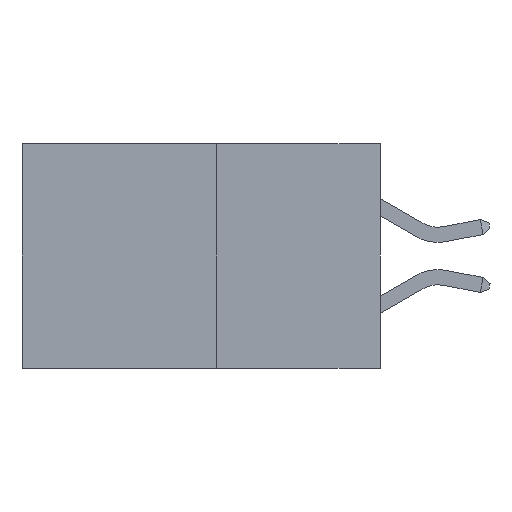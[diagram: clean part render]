
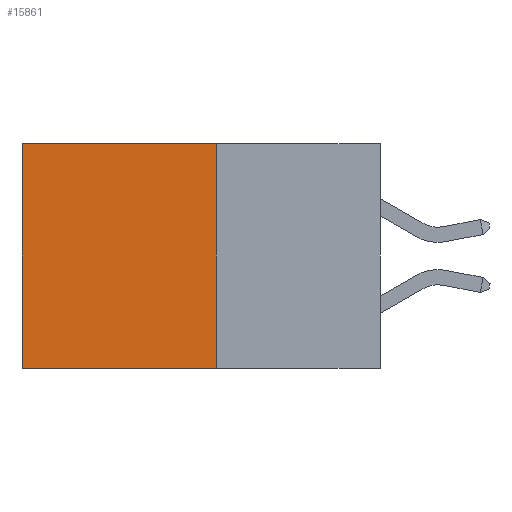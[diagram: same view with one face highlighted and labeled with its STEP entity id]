
A CAD part, left-side view. The second image highlights one B-rep face of the part: STEP entity #15861.
In plain terms, the highlighted planar face has unit normal (-1, 0, 0).
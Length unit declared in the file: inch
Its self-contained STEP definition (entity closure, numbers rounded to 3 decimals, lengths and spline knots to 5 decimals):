
#1627 = ORIENTED_EDGE ( 'NONE', *, *, #11609, .F. ) ;
#2089 = CARTESIAN_POINT ( 'NONE',  ( 0.277, 0.27, 0. ) ) ;
#2710 = EDGE_LOOP ( 'NONE', ( #12422, #1627, #3739, #16905 ) ) ;
#3133 = CARTESIAN_POINT ( 'NONE',  ( 0.277, 0.59, 0. ) ) ;
#3299 = DIRECTION ( 'NONE',  ( 0., 0., -1. ) ) ;
#3372 = EDGE_CURVE ( 'NONE', #10548, #10985, #6585, .T. ) ;
#3427 = EDGE_CURVE ( 'NONE', #10548, #5368, #12295, .T. ) ;
#3739 = ORIENTED_EDGE ( 'NONE', *, *, #3427, .F. ) ;
#3953 = CARTESIAN_POINT ( 'NONE',  ( 0.277, 0.59, -0.37 ) ) ;
#4361 = CARTESIAN_POINT ( 'NONE',  ( 0.277, 0.27, -0.37 ) ) ;
#4969 = CARTESIAN_POINT ( 'NONE',  ( 0.277, 0.27, 0. ) ) ;
#5171 = PLANE ( 'NONE',  #10247 ) ;
#5368 = VERTEX_POINT ( 'NONE', #4361 ) ;
#5751 = VECTOR ( 'NONE', #3299, 39.37008 ) ;
#6585 = LINE ( 'NONE', #2089, #16599 ) ;
#6815 = CARTESIAN_POINT ( 'NONE',  ( 0.277, 0.27, -0.37 ) ) ;
#7587 = FACE_OUTER_BOUND ( 'NONE', #2710, .T. ) ;
#7592 = VERTEX_POINT ( 'NONE', #13521 ) ;
#7841 = DIRECTION ( 'NONE',  ( 1., 0., 0. ) ) ;
#8554 = LINE ( 'NONE', #3953, #11996 ) ;
#9423 = DIRECTION ( 'NONE',  ( 0., 1., 0. ) ) ;
#9722 = VECTOR ( 'NONE', #9423, 39.37008 ) ;
#10247 = AXIS2_PLACEMENT_3D ( 'NONE', #14324, #7841, #16951 ) ;
#10548 = VERTEX_POINT ( 'NONE', #4969 ) ;
#10985 = VERTEX_POINT ( 'NONE', #3133 ) ;
#11234 = EDGE_CURVE ( 'NONE', #10985, #7592, #8554, .T. ) ;
#11609 = EDGE_CURVE ( 'NONE', #5368, #7592, #13205, .T. ) ;
#11996 = VECTOR ( 'NONE', #13119, 39.37008 ) ;
#12295 = LINE ( 'NONE', #15374, #5751 ) ;
#12422 = ORIENTED_EDGE ( 'NONE', *, *, #11234, .T. ) ;
#13119 = DIRECTION ( 'NONE',  ( 0., 0., -1. ) ) ;
#13205 = LINE ( 'NONE', #6815, #9722 ) ;
#13521 = CARTESIAN_POINT ( 'NONE',  ( 0.277, 0.59, -0.37 ) ) ;
#14324 = CARTESIAN_POINT ( 'NONE',  ( 0.277, 0.27, -0.37 ) ) ;
#15374 = CARTESIAN_POINT ( 'NONE',  ( 0.277, 0.27, -0.37 ) ) ;
#15861 = ADVANCED_FACE ( 'NONE', ( #7587 ), #5171, .F. ) ;
#16010 = DIRECTION ( 'NONE',  ( 0., 1., 0. ) ) ;
#16599 = VECTOR ( 'NONE', #16010, 39.37008 ) ;
#16905 = ORIENTED_EDGE ( 'NONE', *, *, #3372, .T. ) ;
#16951 = DIRECTION ( 'NONE',  ( 0., 0., -1. ) ) ;
